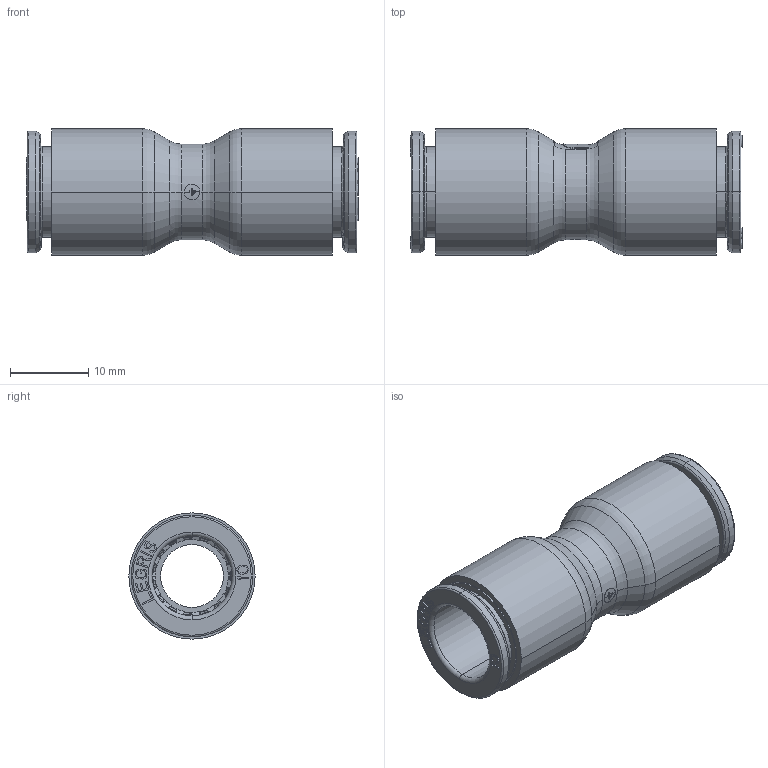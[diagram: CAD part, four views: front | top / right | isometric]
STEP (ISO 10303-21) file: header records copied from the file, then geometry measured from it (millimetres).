
FILE_DESCRIPTION(('STEP AP214'),'1');
FILE_NAME('6806_10_00.stp','2016-07-07T14:41:55',('TraceParts'),('TraceParts S.A.'),'Spatial InterOp 3D',' ',' ');
FILE_SCHEMA(('automotive_design'));
Length unit declared in the file: millimetre
Products named in the file (11): V806-10-00_ASM|Next assembly relationship#44110-19_ASM|Next assembly relationship#44110-32;44110-32; V806-10-00_ASM|Next assembly relationship#44110-19_ASM|Next assembly relationship#44110;44110; V806-10-00_ASM|Next assembly relationship#44110-19_ASM|Next assembly relationship#44110-30;44110-30; V806-10-00_ASM|Next assembly relationship#44110-19_ASM|Next assembly relationship#44110-40;44110-40; V806-10-00_ASM|Next assembly relationship#44520-06;44520-06; V806-10-00_ASM|Next assembly relationship#44110-11-10-ASM;44110-11-10-ASM
Bounding box: 42.3 x 16.1 x 16.1 mm (x, y, z)
Volume: 3885.5 mm3; surface area: 8201.9 mm2
Topology: 11 solids, 11 shells, 1336 faces, 3396 edges, 2122 vertices
Faces by surface type: plane 556, cylinder 226, torus 206, bspline 180, cone 168
Entity records: 46399 total; most frequent: CARTESIAN_POINT 14843, ORIENTED_EDGE 6792, DIRECTION 6166, EDGE_CURVE 3396, VERTEX_POINT 2122, AXIS2_PLACEMENT_3D 2119, LINE 1928, VECTOR 1928
